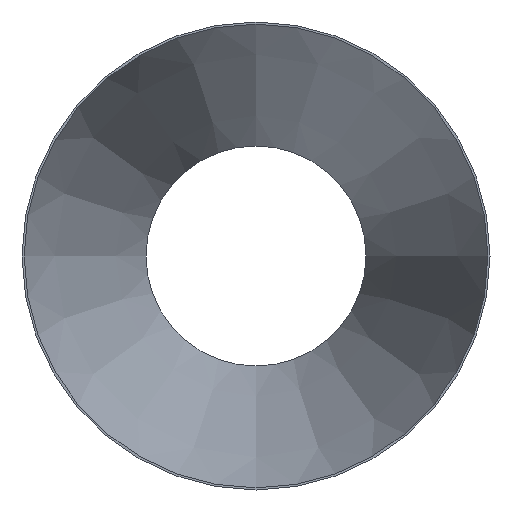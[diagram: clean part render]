
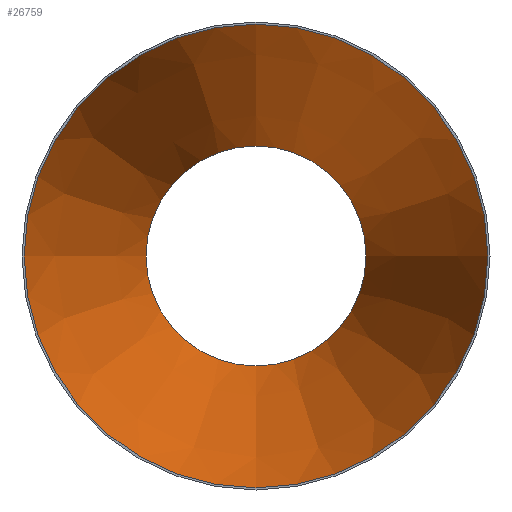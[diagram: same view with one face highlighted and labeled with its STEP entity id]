
A CAD part, front view. The second image highlights one B-rep face of the part: STEP entity #26759.
In plain terms, the highlighted conical face has half-angle 17.352 degrees and reference radius 226.505 mm.
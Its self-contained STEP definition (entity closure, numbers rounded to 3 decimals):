
#1751 = AXIS2_PLACEMENT_3D ( 'NONE', #23264, #25162, #5269 ) ;
#3460 = AXIS2_PLACEMENT_3D ( 'NONE', #12130, #18962, #26073 ) ;
#3567 = EDGE_LOOP ( 'NONE', ( #10112 ) ) ;
#3930 = CIRCLE ( 'NONE', #21533, 226.505 ) ;
#5269 = DIRECTION ( 'NONE',  ( 0., 0., -1. ) ) ;
#7782 = FACE_OUTER_BOUND ( 'NONE', #3567, .T. ) ;
#8112 = DIRECTION ( 'NONE',  ( 0., 0., -1. ) ) ;
#10112 = ORIENTED_EDGE ( 'NONE', *, *, #26579, .T. ) ;
#10228 = FACE_BOUND ( 'NONE', #14124, .T. ) ;
#11160 = VERTEX_POINT ( 'NONE', #20176 ) ;
#12130 = CARTESIAN_POINT ( 'NONE',  ( 0., 0., 0. ) ) ;
#13347 = CARTESIAN_POINT ( 'NONE',  ( 0., 0., -226.505 ) ) ;
#14117 = CONICAL_SURFACE ( 'NONE', #3460, 226.505, 0.303 ) ;
#14124 = EDGE_LOOP ( 'NONE', ( #24416 ) ) ;
#17720 = VERTEX_POINT ( 'NONE', #13347 ) ;
#18734 = CARTESIAN_POINT ( 'NONE',  ( 0., 0., 0. ) ) ;
#18784 = EDGE_CURVE ( 'NONE', #11160, #11160, #26803, .T. ) ;
#18962 = DIRECTION ( 'NONE',  ( 0., -1., 0. ) ) ;
#20176 = CARTESIAN_POINT ( 'NONE',  ( 0., 381., -107.455 ) ) ;
#21533 = AXIS2_PLACEMENT_3D ( 'NONE', #18734, #28023, #8112 ) ;
#23264 = CARTESIAN_POINT ( 'NONE',  ( 0., 381., 0. ) ) ;
#24416 = ORIENTED_EDGE ( 'NONE', *, *, #18784, .F. ) ;
#25162 = DIRECTION ( 'NONE',  ( 0., -1., 0. ) ) ;
#26073 = DIRECTION ( 'NONE',  ( 0., 0., -1. ) ) ;
#26579 = EDGE_CURVE ( 'NONE', #17720, #17720, #3930, .T. ) ;
#26759 = ADVANCED_FACE ( 'NONE', ( #10228, #7782 ), #14117, .F. ) ;
#26803 = CIRCLE ( 'NONE', #1751, 107.455 ) ;
#28023 = DIRECTION ( 'NONE',  ( 0., -1., 0. ) ) ;
